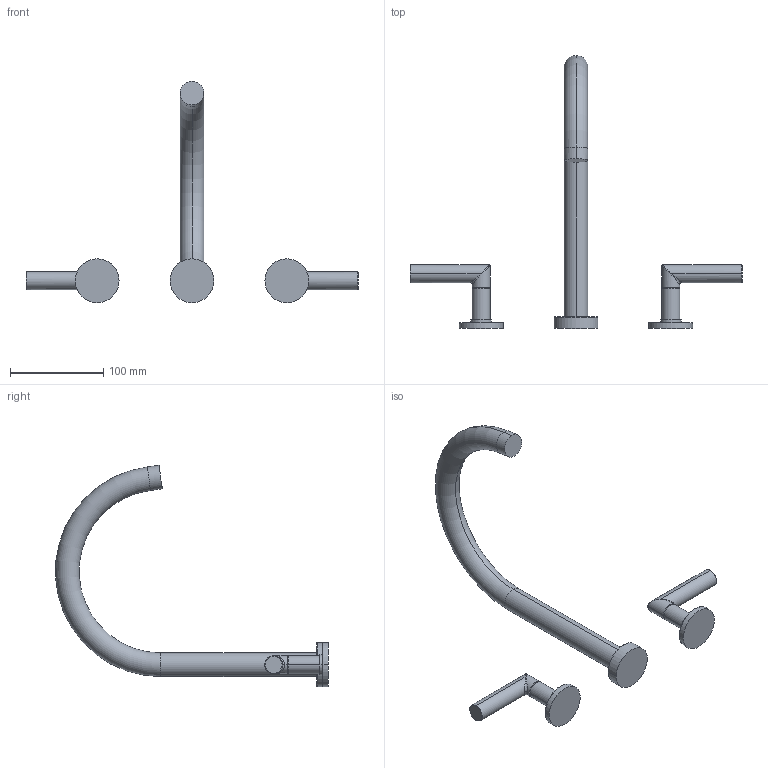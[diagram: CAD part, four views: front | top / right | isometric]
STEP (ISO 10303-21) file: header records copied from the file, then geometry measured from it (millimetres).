
FILE_DESCRIPTION((''),'2;1');
FILE_NAME('3-3106','2021-03-15T14:35:37',('jinson.thomas'),(''),'CREO PARAMETRIC BY PTC INC, 2018400','CREO PARAMETRIC BY PTC INC, 2018400','');
FILE_SCHEMA(('CONFIG_CONTROL_DESIGN'));
Length unit declared in the file: inch
Products named in the file (1): 3-3106
Bounding box: 355.6 x 292.21 x 237.11 mm (x, y, z)
Volume: 361374.9 mm3; surface area: 68905 mm2
Topology: 3 solids, 3 shells, 77 faces, 148 edges, 90 vertices
Faces by surface type: cylinder 38, plane 19, torus 12, bspline 8
Entity records: 2696 total; most frequent: CARTESIAN_POINT 1077, DIRECTION 360, ORIENTED_EDGE 296, AXIS2_PLACEMENT_3D 161, EDGE_CURVE 148, CIRCLE 92, VERTEX_POINT 90, EDGE_LOOP 90
